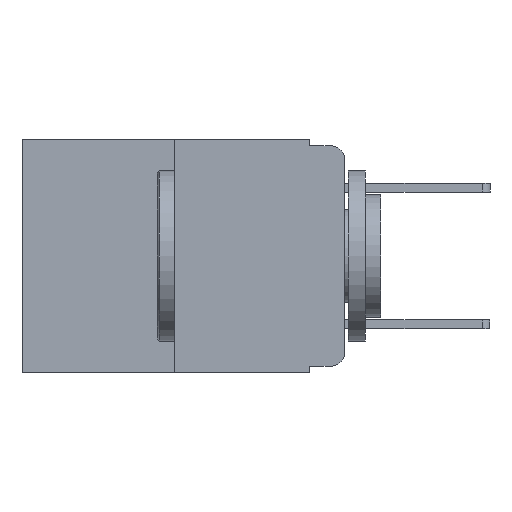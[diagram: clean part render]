
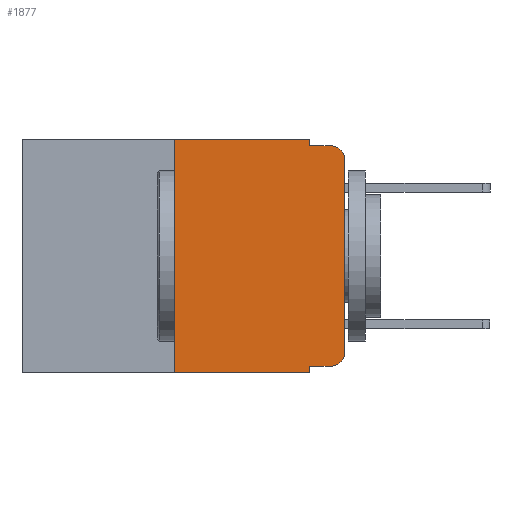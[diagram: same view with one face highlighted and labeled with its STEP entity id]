
A CAD part, left-side view. The second image highlights one B-rep face of the part: STEP entity #1877.
In plain terms, the highlighted planar face has unit normal (-1, 0, 0).
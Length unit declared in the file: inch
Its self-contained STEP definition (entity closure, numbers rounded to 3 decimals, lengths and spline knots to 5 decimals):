
#204 = EDGE_CURVE ( 'NONE', #4276, #7561, #12494, .T. ) ;
#299 = VERTEX_POINT ( 'NONE', #9950 ) ;
#310 = CIRCLE ( 'NONE', #7450, 0.02 ) ;
#459 = LINE ( 'NONE', #7253, #6147 ) ;
#537 = ORIENTED_EDGE ( 'NONE', *, *, #5822, .F. ) ;
#797 = VERTEX_POINT ( 'NONE', #12167 ) ;
#1100 = CARTESIAN_POINT ( 'NONE',  ( 0., 0.051, -0.333 ) ) ;
#1263 = ORIENTED_EDGE ( 'NONE', *, *, #6038, .T. ) ;
#1288 = VECTOR ( 'NONE', #12890, 39.37008 ) ;
#1574 = DIRECTION ( 'NONE',  ( 0., 0., -1. ) ) ;
#1685 = LINE ( 'NONE', #10085, #1288 ) ;
#1737 = VECTOR ( 'NONE', #9546, 39.37008 ) ;
#1877 = ADVANCED_FACE ( 'NONE', ( #12536 ), #5643, .F. ) ;
#2069 = ORIENTED_EDGE ( 'NONE', *, *, #8466, .T. ) ;
#2191 = CARTESIAN_POINT ( 'NONE',  ( 0., 0.051, 0. ) ) ;
#2223 = DIRECTION ( 'NONE',  ( 1., 0., 0. ) ) ;
#2409 = LINE ( 'NONE', #2191, #7111 ) ;
#2595 = CARTESIAN_POINT ( 'NONE',  ( 0., 0.02, -0.313 ) ) ;
#2653 = DIRECTION ( 'NONE',  ( -1., 0., 0. ) ) ;
#2867 = EDGE_CURVE ( 'NONE', #12517, #8355, #2409, .T. ) ;
#3033 = CARTESIAN_POINT ( 'NONE',  ( 0., 0.051, -0.343 ) ) ;
#3068 = LINE ( 'NONE', #9541, #8294 ) ;
#3087 = ORIENTED_EDGE ( 'NONE', *, *, #8288, .T. ) ;
#3425 = CARTESIAN_POINT ( 'NONE',  ( 0., 0.473, -0.343 ) ) ;
#3781 = DIRECTION ( 'NONE',  ( 0., 0., -1. ) ) ;
#3976 = CIRCLE ( 'NONE', #13383, 0.02 ) ;
#4101 = VERTEX_POINT ( 'NONE', #12622 ) ;
#4276 = VERTEX_POINT ( 'NONE', #11923 ) ;
#4674 = ORIENTED_EDGE ( 'NONE', *, *, #11877, .F. ) ;
#4855 = VERTEX_POINT ( 'NONE', #5149 ) ;
#5078 = EDGE_CURVE ( 'NONE', #8355, #797, #11599, .T. ) ;
#5149 = CARTESIAN_POINT ( 'NONE',  ( 0., 0., -0.03 ) ) ;
#5526 = LINE ( 'NONE', #1100, #12678 ) ;
#5643 = PLANE ( 'NONE',  #9792 ) ;
#5822 = EDGE_CURVE ( 'NONE', #7561, #12517, #3068, .T. ) ;
#6038 = EDGE_CURVE ( 'NONE', #10882, #4101, #3976, .T. ) ;
#6147 = VECTOR ( 'NONE', #8268, 39.37008 ) ;
#6199 = CARTESIAN_POINT ( 'NONE',  ( 0., 0.051, 0. ) ) ;
#6377 = ORIENTED_EDGE ( 'NONE', *, *, #5078, .F. ) ;
#6390 = DIRECTION ( 'NONE',  ( 0., 0., 1. ) ) ;
#6853 = ORIENTED_EDGE ( 'NONE', *, *, #204, .F. ) ;
#7111 = VECTOR ( 'NONE', #1574, 39.37008 ) ;
#7112 = EDGE_CURVE ( 'NONE', #4276, #9424, #7480, .T. ) ;
#7253 = CARTESIAN_POINT ( 'NONE',  ( 0., 0., 0. ) ) ;
#7389 = VECTOR ( 'NONE', #6390, 39.37008 ) ;
#7450 = AXIS2_PLACEMENT_3D ( 'NONE', #8898, #2653, #9881 ) ;
#7480 = LINE ( 'NONE', #3425, #1737 ) ;
#7561 = VERTEX_POINT ( 'NONE', #12969 ) ;
#7656 = DIRECTION ( 'NONE',  ( 0., -1., 0. ) ) ;
#7906 = CARTESIAN_POINT ( 'NONE',  ( 0., 0.25, 0. ) ) ;
#8132 = CARTESIAN_POINT ( 'NONE',  ( 0., 0.02, -0.333 ) ) ;
#8268 = DIRECTION ( 'NONE',  ( 0., 0., 1. ) ) ;
#8288 = EDGE_CURVE ( 'NONE', #299, #10882, #5526, .T. ) ;
#8294 = VECTOR ( 'NONE', #10498, 39.37008 ) ;
#8355 = VERTEX_POINT ( 'NONE', #9714 ) ;
#8466 = EDGE_CURVE ( 'NONE', #4855, #797, #310, .T. ) ;
#8502 = CARTESIAN_POINT ( 'NONE',  ( 0., 0.051, -0.01 ) ) ;
#8687 = ORIENTED_EDGE ( 'NONE', *, *, #10397, .T. ) ;
#8772 = VECTOR ( 'NONE', #12313, 39.37008 ) ;
#8838 = DIRECTION ( 'NONE',  ( 0., 0., -1. ) ) ;
#8898 = CARTESIAN_POINT ( 'NONE',  ( 0., 0.02, -0.03 ) ) ;
#8901 = CARTESIAN_POINT ( 'NONE',  ( 0., 0.473, 0. ) ) ;
#9424 = VERTEX_POINT ( 'NONE', #3033 ) ;
#9541 = CARTESIAN_POINT ( 'NONE',  ( 0., 0.473, 0. ) ) ;
#9546 = DIRECTION ( 'NONE',  ( 0., -1., 0. ) ) ;
#9714 = CARTESIAN_POINT ( 'NONE',  ( 0., 0.051, -0.01 ) ) ;
#9792 = AXIS2_PLACEMENT_3D ( 'NONE', #8901, #2223, #8838 ) ;
#9838 = DIRECTION ( 'NONE',  ( -1., 0., 0. ) ) ;
#9881 = DIRECTION ( 'NONE',  ( 0., 0., -1. ) ) ;
#9950 = CARTESIAN_POINT ( 'NONE',  ( 0., 0.051, -0.333 ) ) ;
#10085 = CARTESIAN_POINT ( 'NONE',  ( 0., 0.051, 0. ) ) ;
#10219 = ORIENTED_EDGE ( 'NONE', *, *, #2867, .F. ) ;
#10397 = EDGE_CURVE ( 'NONE', #4101, #4855, #459, .T. ) ;
#10498 = DIRECTION ( 'NONE',  ( 0., -1., 0. ) ) ;
#10655 = ORIENTED_EDGE ( 'NONE', *, *, #7112, .T. ) ;
#10882 = VERTEX_POINT ( 'NONE', #8132 ) ;
#11163 = EDGE_LOOP ( 'NONE', ( #8687, #2069, #6377, #10219, #537, #6853, #10655, #4674, #3087, #1263 ) ) ;
#11599 = LINE ( 'NONE', #8502, #8772 ) ;
#11877 = EDGE_CURVE ( 'NONE', #299, #9424, #1685, .T. ) ;
#11923 = CARTESIAN_POINT ( 'NONE',  ( 0., 0.25, -0.343 ) ) ;
#12167 = CARTESIAN_POINT ( 'NONE',  ( 0., 0.02, -0.01 ) ) ;
#12313 = DIRECTION ( 'NONE',  ( 0., -1., 0. ) ) ;
#12494 = LINE ( 'NONE', #7906, #7389 ) ;
#12517 = VERTEX_POINT ( 'NONE', #6199 ) ;
#12536 = FACE_OUTER_BOUND ( 'NONE', #11163, .T. ) ;
#12622 = CARTESIAN_POINT ( 'NONE',  ( 0., 0., -0.313 ) ) ;
#12678 = VECTOR ( 'NONE', #7656, 39.37008 ) ;
#12890 = DIRECTION ( 'NONE',  ( 0., 0., -1. ) ) ;
#12969 = CARTESIAN_POINT ( 'NONE',  ( 0., 0.25, 0. ) ) ;
#13383 = AXIS2_PLACEMENT_3D ( 'NONE', #2595, #9838, #3781 ) ;
